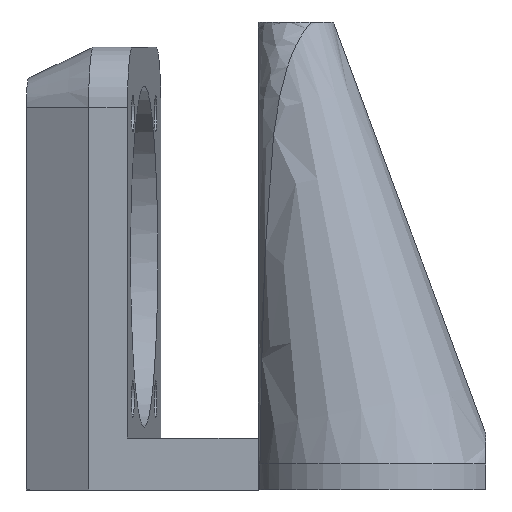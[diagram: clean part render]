
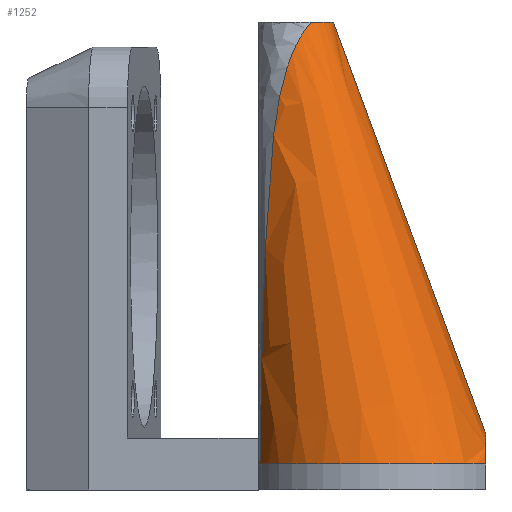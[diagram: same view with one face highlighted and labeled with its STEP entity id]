
A CAD part, left-side view. The second image highlights one B-rep face of the part: STEP entity #1252.
In plain terms, the highlighted conical face has half-angle 9.48 degrees and reference radius 10.846 mm.
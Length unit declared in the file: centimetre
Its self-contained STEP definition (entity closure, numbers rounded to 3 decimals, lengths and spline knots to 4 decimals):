
#23=CONICAL_SURFACE($,#1342,1.0846,0.165);
#62=ELLIPSE($,#1318,37.3052,3.4487);
#63=ELLIPSE($,#1325,0.3448,0.3385);
#64=ELLIPSE($,#1343,0.934,0.9169);
#65=ELLIPSE($,#1344,0.934,0.9169);
#120=FACE_OUTER_BOUND($,#189,.T.);
#189=EDGE_LOOP($,(#1020,#1021,#1022,#1023,#1024,#1025,#1026));
#282=B_SPLINE_CURVE_WITH_KNOTS($,3,(#2115,#2116,#2117,#2118,#2119,#2120,
#2121,#2122,#2123),.UNSPECIFIED.,.F.,.F.,(4,1,1,1,1,1,4),(0.2898,
0.4214,0.693,0.9646,1.2362,
1.6436,2.0492),.UNSPECIFIED.);
#373=LINE($,#2107,#490);
#376=LINE($,#2112,#493);
#490=VECTOR($,#1590,1.);
#493=VECTOR($,#1597,1.);
#576=VERTEX_POINT($,#2007);
#577=VERTEX_POINT($,#2009);
#588=VERTEX_POINT($,#2038);
#589=VERTEX_POINT($,#2053);
#597=VERTEX_POINT($,#2070);
#606=VERTEX_POINT($,#2114);
#607=VERTEX_POINT($,#2124);
#716=EDGE_CURVE($,#576,#577,#62,.T.);
#731=EDGE_CURVE($,#588,#589,#63,.T.);
#758=EDGE_CURVE($,#589,#597,#373,.F.);
#761=EDGE_CURVE($,#576,#597,#376,.T.);
#762=EDGE_CURVE($,#588,#606,#282,.T.);
#763=EDGE_CURVE($,#607,#606,#64,.T.);
#764=EDGE_CURVE($,#577,#607,#65,.T.);
#1020=ORIENTED_EDGE($,*,*,#762,.T.);
#1021=ORIENTED_EDGE($,*,*,#763,.F.);
#1022=ORIENTED_EDGE($,*,*,#764,.F.);
#1023=ORIENTED_EDGE($,*,*,#716,.F.);
#1024=ORIENTED_EDGE($,*,*,#761,.T.);
#1025=ORIENTED_EDGE($,*,*,#758,.F.);
#1026=ORIENTED_EDGE($,*,*,#731,.F.);
#1252=ADVANCED_FACE($,(#120),#23,.T.);
#1318=AXIS2_PLACEMENT_3D($,#2010,#1513,#1514);
#1325=AXIS2_PLACEMENT_3D($,#2054,#1538,#1539);
#1342=AXIS2_PLACEMENT_3D($,#2113,#1598,#1599);
#1343=AXIS2_PLACEMENT_3D($,#2125,#1600,#1601);
#1344=AXIS2_PLACEMENT_3D($,#2126,#1602,#1603);
#1513=DIRECTION('center_axis',(0.,-1.,0.));
#1514=DIRECTION('ref_axis',(0.,0.,-1.));
#1538=DIRECTION('center_axis',(0.,0.,1.));
#1539=DIRECTION('ref_axis',(0.,1.,0.));
#1590=DIRECTION($,(0.,0.347,0.938));
#1597=DIRECTION($,(0.,0.347,0.938));
#1598=DIRECTION('center_axis',(0.,-0.188,-0.982));
#1599=DIRECTION('ref_axis',(1.,0.,0.));
#1600=DIRECTION('center_axis',(0.,0.,-1.));
#1601=DIRECTION('ref_axis',(0.,1.,0.));
#1602=DIRECTION('center_axis',(0.,0.,-1.));
#1603=DIRECTION('ref_axis',(0.,1.,0.));
#2007=CARTESIAN_POINT('',(-0.2,-1.375,0.0371));
#2009=CARTESIAN_POINT('',(-0.5882,-1.375,-0.2));
#2010=CARTESIAN_POINT('Origin',(-0.2,-1.375,-37.2681));
#2038=CARTESIAN_POINT('',(-0.4923,-0.0321,3.2));
#2053=CARTESIAN_POINT('',(-0.2,-0.203,3.2));
#2054=CARTESIAN_POINT('Origin',(-0.2,0.1418,3.2));
#2070=CARTESIAN_POINT('',(-0.2,-0.2148,3.1681));
#2107=CARTESIAN_POINT($,(-0.2,-1.7538,-0.9853));
#2112=CARTESIAN_POINT($,(-0.2,-1.7538,-0.9853));
#2113=CARTESIAN_POINT('Origin',(-0.2,-0.6886,-1.1895));
#2114=CARTESIAN_POINT('',(-0.4767,0.3617,-0.2));
#2115=CARTESIAN_POINT('Ctrl Pts',(-0.4923,-0.0321,
3.2));
#2116=CARTESIAN_POINT('Ctrl Pts',(-0.5201,-0.0026,
3.165));
#2117=CARTESIAN_POINT('Ctrl Pts',(-0.5799,0.0897,
3.0374));
#2118=CARTESIAN_POINT('Ctrl Pts',(-0.6009,0.2015,
2.7347));
#2119=CARTESIAN_POINT('Ctrl Pts',(-0.5973,0.273,
2.2474));
#2120=CARTESIAN_POINT('Ctrl Pts',(-0.5797,0.3206,1.5705));
#2121=CARTESIAN_POINT('Ctrl Pts',(-0.5454,0.3473,
0.7078));
#2122=CARTESIAN_POINT('Ctrl Pts',(-0.5024,0.3578,
0.082));
#2123=CARTESIAN_POINT('Ctrl Pts',(-0.4767,0.3617,
-0.2));
#2124=CARTESIAN_POINT('',(-0.6378,0.2919,-0.2));
#2125=CARTESIAN_POINT('Origin',(-0.2,-0.5288,-0.2));
#2126=CARTESIAN_POINT('Origin',(-0.2,-0.5288,-0.2));
